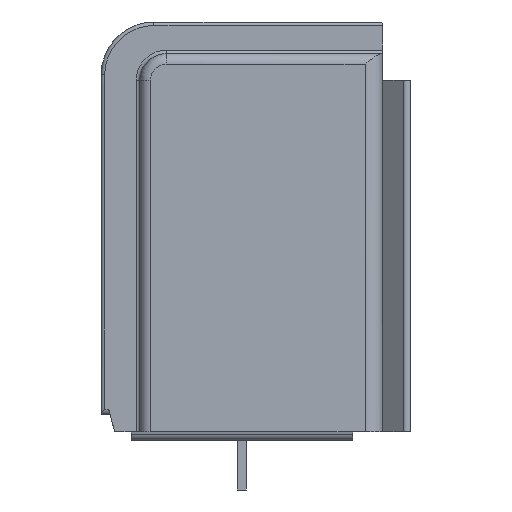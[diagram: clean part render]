
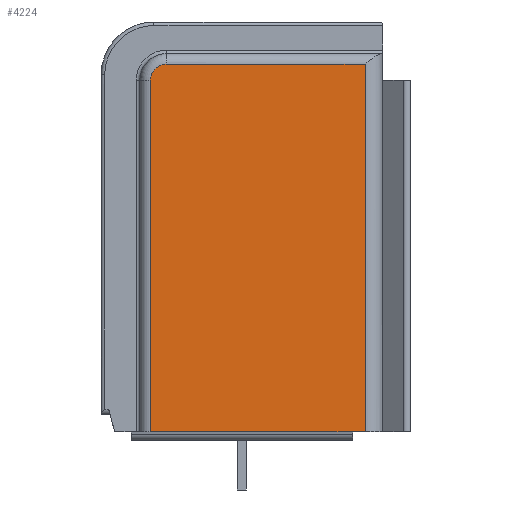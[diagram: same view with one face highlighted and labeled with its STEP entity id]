
A CAD part, left-side view. The second image highlights one B-rep face of the part: STEP entity #4224.
In plain terms, the highlighted planar face has unit normal (-1, 0, 0).
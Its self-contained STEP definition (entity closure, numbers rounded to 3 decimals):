
#2=DIRECTION('',(0.,0.,-1.));
#3=VECTOR('',#2,10.);
#4=CARTESIAN_POINT('',(-15.55,2.792,-1.65));
#5=LINE('',#4,#3);
#6=CARTESIAN_POINT('',(-15.55,2.342,-1.65));
#7=DIRECTION('',(-1.,0.,0.));
#8=DIRECTION('',(0.,0.,1.));
#9=AXIS2_PLACEMENT_3D('',#6,#7,#8);
#11=DIRECTION('',(0.,1.,0.));
#12=VECTOR('',#11,5.65);
#13=CARTESIAN_POINT('',(-15.55,-3.308,-1.2));
#14=LINE('',#13,#12);
#15=DIRECTION('',(0.,0.,1.));
#16=VECTOR('',#15,10.45);
#17=CARTESIAN_POINT('',(-15.55,-3.308,-11.65));
#18=LINE('',#17,#16);
#19=DIRECTION('',(0.,1.,0.));
#20=VECTOR('',#19,6.1);
#21=CARTESIAN_POINT('',(-15.55,-3.308,-11.65));
#22=LINE('',#21,#20);
#535=CARTESIAN_POINT('',(-15.55,-3.308,-1.2));
#3588=VERTEX_POINT('',#535);
#3941=CARTESIAN_POINT('',(-15.55,2.792,-11.65));
#3943=VERTEX_POINT('',#3941);
#3947=CARTESIAN_POINT('',(-15.55,2.792,-1.65));
#3948=VERTEX_POINT('',#3947);
#3949=CARTESIAN_POINT('',(-15.55,2.342,-1.2));
#3950=VERTEX_POINT('',#3949);
#3954=CARTESIAN_POINT('',(-15.55,-3.308,-11.65));
#3956=VERTEX_POINT('',#3954);
#4207=CARTESIAN_POINT('',(-15.55,0.,0.));
#4208=DIRECTION('',(1.,0.,0.));
#4209=DIRECTION('',(0.,0.,-1.));
#4210=AXIS2_PLACEMENT_3D('',#4207,#4208,#4209);
#4211=PLANE('',#4210);
#4213=ORIENTED_EDGE('',*,*,#4212,.F.);
#4215=ORIENTED_EDGE('',*,*,#4214,.F.);
#4217=ORIENTED_EDGE('',*,*,#4216,.F.);
#4219=ORIENTED_EDGE('',*,*,#4218,.F.);
#4221=ORIENTED_EDGE('',*,*,#4220,.T.);
#4222=EDGE_LOOP('',(#4213,#4215,#4217,#4219,#4221));
#4223=FACE_OUTER_BOUND('',#4222,.F.);
#10=CIRCLE('',#9,0.45);
#4212=EDGE_CURVE('',#3948,#3943,#5,.T.);
#4214=EDGE_CURVE('',#3950,#3948,#10,.T.);
#4216=EDGE_CURVE('',#3588,#3950,#14,.T.);
#4218=EDGE_CURVE('',#3956,#3588,#18,.T.);
#4220=EDGE_CURVE('',#3956,#3943,#22,.T.);
#4224=ADVANCED_FACE('',(#4223),#4211,.F.);
